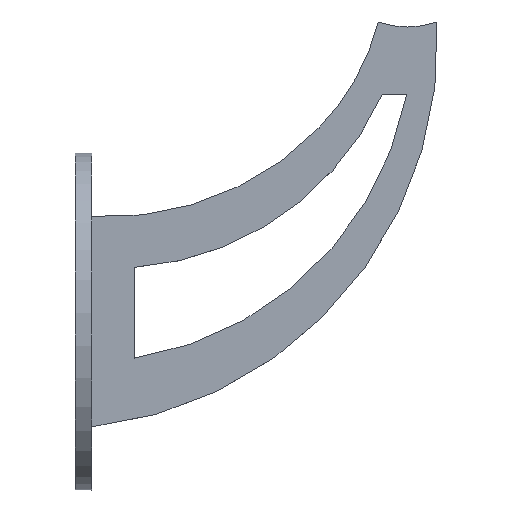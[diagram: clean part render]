
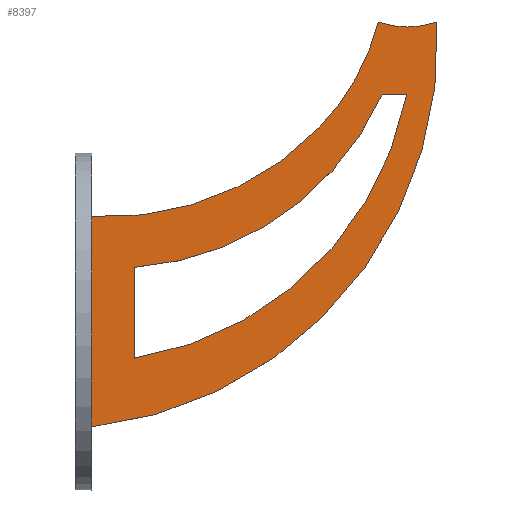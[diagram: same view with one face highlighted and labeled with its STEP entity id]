
A CAD part, top view. The second image highlights one B-rep face of the part: STEP entity #8397.
In plain terms, the highlighted planar face has unit normal (0, 0, 1).
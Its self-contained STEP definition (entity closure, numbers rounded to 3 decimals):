
#48 = VERTEX_POINT ( 'NONE', #6296 ) ;
#372 = CARTESIAN_POINT ( 'NONE',  ( 0., 25., 2. ) ) ;
#434 = VERTEX_POINT ( 'NONE', #11503 ) ;
#574 = ORIENTED_EDGE ( 'NONE', *, *, #7638, .T. ) ;
#733 = CARTESIAN_POINT ( 'NONE',  ( 0., 0., 2. ) ) ;
#813 = FACE_OUTER_BOUND ( 'NONE', #9872, .T. ) ;
#975 = AXIS2_PLACEMENT_3D ( 'NONE', #6739, #8412, #6668 ) ;
#1309 = DIRECTION ( 'NONE',  ( 1., 0., 0. ) ) ;
#1467 = DIRECTION ( 'NONE',  ( 0., 0., 1. ) ) ;
#1521 = DIRECTION ( 'NONE',  ( 0., 0., 1. ) ) ;
#1878 = CIRCLE ( 'NONE', #10448, 78.5 ) ;
#2293 = CARTESIAN_POINT ( 'NONE',  ( 69.014, 54., 2. ) ) ;
#2327 = PLANE ( 'NONE',  #3516 ) ;
#2537 = CARTESIAN_POINT ( 'NONE',  ( 10.1, 0., 2. ) ) ;
#2707 = CARTESIAN_POINT ( 'NONE',  ( 74.814, 54., 2. ) ) ;
#2711 = DIRECTION ( 'NONE',  ( 0., 1., 0. ) ) ;
#3144 = CIRCLE ( 'NONE', #6382, 70. ) ;
#3211 = VERTEX_POINT ( 'NONE', #372 ) ;
#3272 = DIRECTION ( 'NONE',  ( 1., 0., 0. ) ) ;
#3315 = CARTESIAN_POINT ( 'NONE',  ( 14.614, 84.415, 2. ) ) ;
#3444 = LINE ( 'NONE', #2537, #6519 ) ;
#3516 = AXIS2_PLACEMENT_3D ( 'NONE', #7861, #1467, #5143 ) ;
#3570 = DIRECTION ( 'NONE',  ( 1., 0., 0. ) ) ;
#3676 = ORIENTED_EDGE ( 'NONE', *, *, #5804, .F. ) ;
#3906 = ORIENTED_EDGE ( 'NONE', *, *, #7054, .F. ) ;
#3975 = AXIS2_PLACEMENT_3D ( 'NONE', #7633, #4946, #10288 ) ;
#4087 = VERTEX_POINT ( 'NONE', #4524 ) ;
#4097 = AXIS2_PLACEMENT_3D ( 'NONE', #3315, #1521, #3272 ) ;
#4208 = CARTESIAN_POINT ( 'NONE',  ( -2.274, 68.819, 2. ) ) ;
#4524 = CARTESIAN_POINT ( 'NONE',  ( 10.1, -8.7, 2. ) ) ;
#4824 = VERTEX_POINT ( 'NONE', #2293 ) ;
#4946 = DIRECTION ( 'NONE',  ( 0., 0., 1. ) ) ;
#5001 = EDGE_LOOP ( 'NONE', ( #6414, #8715, #7376, #574 ) ) ;
#5046 = EDGE_CURVE ( 'NONE', #3211, #434, #9586, .T. ) ;
#5143 = DIRECTION ( 'NONE',  ( 1., 0., 0. ) ) ;
#5455 = DIRECTION ( 'NONE',  ( 1., 0., 0. ) ) ;
#5747 = VERTEX_POINT ( 'NONE', #7025 ) ;
#5804 = EDGE_CURVE ( 'NONE', #8431, #3211, #9161, .T. ) ;
#5996 = DIRECTION ( 'NONE',  ( 1., 0., 0. ) ) ;
#6038 = EDGE_CURVE ( 'NONE', #4087, #7338, #1878, .T. ) ;
#6150 = DIRECTION ( 'NONE',  ( 0., 0., 1. ) ) ;
#6194 = EDGE_CURVE ( 'NONE', #4824, #7338, #7329, .T. ) ;
#6296 = CARTESIAN_POINT ( 'NONE',  ( 10.1, 12.9, 2. ) ) ;
#6382 = AXIS2_PLACEMENT_3D ( 'NONE', #11133, #9116, #1309 ) ;
#6414 = ORIENTED_EDGE ( 'NONE', *, *, #9715, .T. ) ;
#6455 = CARTESIAN_POINT ( 'NONE',  ( 82., 71.189, 2. ) ) ;
#6519 = VECTOR ( 'NONE', #6969, 1000. ) ;
#6668 = DIRECTION ( 'NONE',  ( 1., 0., 0. ) ) ;
#6739 = CARTESIAN_POINT ( 'NONE',  ( 3.879, 94.892, 2. ) ) ;
#6773 = CIRCLE ( 'NONE', #4097, 55. ) ;
#6969 = DIRECTION ( 'NONE',  ( 0., 1., 0. ) ) ;
#7025 = CARTESIAN_POINT ( 'NONE',  ( 68., 71.189, 2. ) ) ;
#7054 = EDGE_CURVE ( 'NONE', #5747, #9426, #8458, .T. ) ;
#7094 = CARTESIAN_POINT ( 'NONE',  ( -9.879, 66.468, 2. ) ) ;
#7329 = LINE ( 'NONE', #9820, #10168 ) ;
#7338 = VERTEX_POINT ( 'NONE', #2707 ) ;
#7376 = ORIENTED_EDGE ( 'NONE', *, *, #6038, .F. ) ;
#7633 = CARTESIAN_POINT ( 'NONE',  ( 75., 91.2, 2. ) ) ;
#7638 = EDGE_CURVE ( 'NONE', #4087, #48, #3444, .T. ) ;
#7639 = ORIENTED_EDGE ( 'NONE', *, *, #11439, .F. ) ;
#7861 = CARTESIAN_POINT ( 'NONE',  ( 0., 0., 2. ) ) ;
#8227 = ORIENTED_EDGE ( 'NONE', *, *, #10483, .T. ) ;
#8397 = ADVANCED_FACE ( 'NONE', ( #9704, #813 ), #2327, .T. ) ;
#8412 = DIRECTION ( 'NONE',  ( 0., 0., 1. ) ) ;
#8431 = VERTEX_POINT ( 'NONE', #11471 ) ;
#8458 = CIRCLE ( 'NONE', #3975, 21.2 ) ;
#8662 = ORIENTED_EDGE ( 'NONE', *, *, #5046, .F. ) ;
#8715 = ORIENTED_EDGE ( 'NONE', *, *, #6194, .T. ) ;
#9042 = VECTOR ( 'NONE', #2711, 1000. ) ;
#9116 = DIRECTION ( 'NONE',  ( 0., 0., 1. ) ) ;
#9161 = LINE ( 'NONE', #733, #9042 ) ;
#9300 = AXIS2_PLACEMENT_3D ( 'NONE', #7094, #6150, #3570 ) ;
#9426 = VERTEX_POINT ( 'NONE', #6455 ) ;
#9586 = CIRCLE ( 'NONE', #975, 70. ) ;
#9704 = FACE_BOUND ( 'NONE', #5001, .T. ) ;
#9715 = EDGE_CURVE ( 'NONE', #48, #4824, #3144, .T. ) ;
#9820 = CARTESIAN_POINT ( 'NONE',  ( 0., 54., 2. ) ) ;
#9872 = EDGE_LOOP ( 'NONE', ( #8662, #3676, #8227, #3906, #7639 ) ) ;
#10168 = VECTOR ( 'NONE', #5455, 1000. ) ;
#10288 = DIRECTION ( 'NONE',  ( 1., 0., 0. ) ) ;
#10448 = AXIS2_PLACEMENT_3D ( 'NONE', #4208, #11427, #5996 ) ;
#10483 = EDGE_CURVE ( 'NONE', #8431, #9426, #11610, .T. ) ;
#11133 = CARTESIAN_POINT ( 'NONE',  ( 5.18, 82.727, 2. ) ) ;
#11427 = DIRECTION ( 'NONE',  ( 0., 0., 1. ) ) ;
#11439 = EDGE_CURVE ( 'NONE', #434, #5747, #6773, .T. ) ;
#11471 = CARTESIAN_POINT ( 'NONE',  ( 0., -25., 2. ) ) ;
#11503 = CARTESIAN_POINT ( 'NONE',  ( 53.975, 46., 2. ) ) ;
#11610 = CIRCLE ( 'NONE', #9300, 92. ) ;
